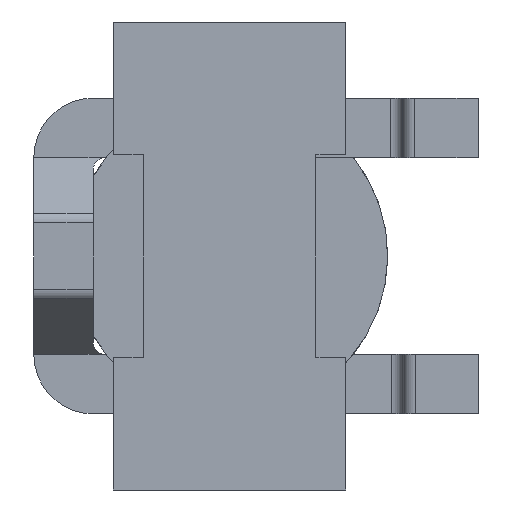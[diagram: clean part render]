
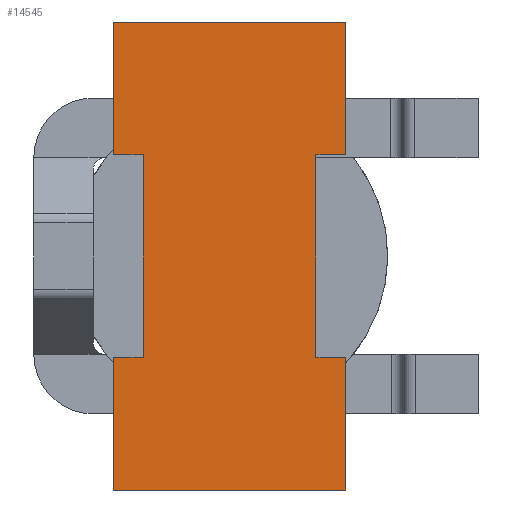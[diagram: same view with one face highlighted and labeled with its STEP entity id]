
A CAD part, front view. The second image highlights one B-rep face of the part: STEP entity #14545.
In plain terms, the highlighted planar face has unit normal (0, 1, 0).
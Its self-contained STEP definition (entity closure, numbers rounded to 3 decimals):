
#405 = CARTESIAN_POINT ( 'NONE',  ( 4.89, 0., 9.845 ) ) ;
#562 = VERTEX_POINT ( 'NONE', #19351 ) ;
#820 = CARTESIAN_POINT ( 'NONE',  ( -4.89, 0., -4.265 ) ) ;
#887 = VERTEX_POINT ( 'NONE', #17647 ) ;
#1284 = CARTESIAN_POINT ( 'NONE',  ( -4.89, 0., 9.845 ) ) ;
#1314 = ORIENTED_EDGE ( 'NONE', *, *, #21494, .T. ) ;
#1373 = DIRECTION ( 'NONE',  ( 1., 0., 0. ) ) ;
#1637 = EDGE_CURVE ( 'NONE', #10159, #9002, #19097, .T. ) ;
#1711 = ORIENTED_EDGE ( 'NONE', *, *, #22098, .T. ) ;
#1826 = CARTESIAN_POINT ( 'NONE',  ( 4.89, 0., 4.265 ) ) ;
#2464 = VECTOR ( 'NONE', #14219, 1000. ) ;
#2474 = EDGE_CURVE ( 'NONE', #20836, #562, #19513, .T. ) ;
#2751 = CARTESIAN_POINT ( 'NONE',  ( -4.89, 0., 9.845 ) ) ;
#2847 = VECTOR ( 'NONE', #3751, 1000. ) ;
#2872 = DIRECTION ( 'NONE',  ( -1., 0., 0. ) ) ;
#3751 = DIRECTION ( 'NONE',  ( -1., 0., 0. ) ) ;
#3755 = EDGE_LOOP ( 'NONE', ( #18162, #1711, #15253, #14115, #22192, #21443, #5437, #20249, #9716, #1314, #22295, #23067 ) ) ;
#4118 = CARTESIAN_POINT ( 'NONE',  ( 4.89, 0., -9.845 ) ) ;
#4512 = VERTEX_POINT ( 'NONE', #20807 ) ;
#4753 = CARTESIAN_POINT ( 'NONE',  ( -3.63, 0., 9.845 ) ) ;
#4851 = CARTESIAN_POINT ( 'NONE',  ( 3.63, 0., 4.265 ) ) ;
#4945 = DIRECTION ( 'NONE',  ( 0., 0., -1. ) ) ;
#5365 = EDGE_CURVE ( 'NONE', #21219, #19729, #7554, .T. ) ;
#5437 = ORIENTED_EDGE ( 'NONE', *, *, #16044, .F. ) ;
#5654 = CARTESIAN_POINT ( 'NONE',  ( 4.89, 0., 9.845 ) ) ;
#5837 = DIRECTION ( 'NONE',  ( 1., 0., 0. ) ) ;
#6138 = AXIS2_PLACEMENT_3D ( 'NONE', #16232, #12503, #14563 ) ;
#6456 = DIRECTION ( 'NONE',  ( 0., 0., -1. ) ) ;
#7300 = PLANE ( 'NONE',  #6138 ) ;
#7338 = LINE ( 'NONE', #5654, #8680 ) ;
#7550 = VERTEX_POINT ( 'NONE', #8767 ) ;
#7554 = LINE ( 'NONE', #15170, #9062 ) ;
#7971 = LINE ( 'NONE', #4118, #21583 ) ;
#8014 = EDGE_CURVE ( 'NONE', #887, #7550, #17910, .T. ) ;
#8323 = VERTEX_POINT ( 'NONE', #21379 ) ;
#8411 = EDGE_CURVE ( 'NONE', #12064, #14583, #22211, .T. ) ;
#8419 = CARTESIAN_POINT ( 'NONE',  ( -4.89, 0., -9.845 ) ) ;
#8577 = CARTESIAN_POINT ( 'NONE',  ( 3.63, 0., 9.845 ) ) ;
#8680 = VECTOR ( 'NONE', #9158, 1000. ) ;
#8767 = CARTESIAN_POINT ( 'NONE',  ( -3.63, 0., 4.265 ) ) ;
#8862 = DIRECTION ( 'NONE',  ( 0., 0., 1. ) ) ;
#9002 = VERTEX_POINT ( 'NONE', #23659 ) ;
#9062 = VECTOR ( 'NONE', #6456, 1000. ) ;
#9113 = CARTESIAN_POINT ( 'NONE',  ( 4.89, 0., 4.265 ) ) ;
#9158 = DIRECTION ( 'NONE',  ( 0., 0., -1. ) ) ;
#9263 = EDGE_CURVE ( 'NONE', #9002, #14583, #7338, .T. ) ;
#9716 = ORIENTED_EDGE ( 'NONE', *, *, #8014, .F. ) ;
#10122 = LINE ( 'NONE', #820, #18505 ) ;
#10159 = VERTEX_POINT ( 'NONE', #22854 ) ;
#10341 = FACE_OUTER_BOUND ( 'NONE', #3755, .T. ) ;
#10562 = LINE ( 'NONE', #4753, #14664 ) ;
#11930 = LINE ( 'NONE', #2751, #17112 ) ;
#12064 = VERTEX_POINT ( 'NONE', #4851 ) ;
#12503 = DIRECTION ( 'NONE',  ( 0., 1., 0. ) ) ;
#12927 = LINE ( 'NONE', #20265, #2847 ) ;
#14115 = ORIENTED_EDGE ( 'NONE', *, *, #5365, .T. ) ;
#14219 = DIRECTION ( 'NONE',  ( 0., 0., 1. ) ) ;
#14545 = ADVANCED_FACE ( 'NONE', ( #10341 ), #7300, .T. ) ;
#14563 = DIRECTION ( 'NONE',  ( 0., 0., 1. ) ) ;
#14583 = VERTEX_POINT ( 'NONE', #9113 ) ;
#14664 = VECTOR ( 'NONE', #8862, 1000. ) ;
#15160 = EDGE_CURVE ( 'NONE', #4512, #7550, #10562, .T. ) ;
#15170 = CARTESIAN_POINT ( 'NONE',  ( 4.89, 0., 9.845 ) ) ;
#15237 = CARTESIAN_POINT ( 'NONE',  ( 4.89, 0., -4.265 ) ) ;
#15253 = ORIENTED_EDGE ( 'NONE', *, *, #22258, .F. ) ;
#15709 = EDGE_CURVE ( 'NONE', #19729, #20836, #7971, .T. ) ;
#16044 = EDGE_CURVE ( 'NONE', #4512, #562, #10122, .T. ) ;
#16066 = LINE ( 'NONE', #8577, #20949 ) ;
#16185 = DIRECTION ( 'NONE',  ( 1., 0., 0. ) ) ;
#16232 = CARTESIAN_POINT ( 'NONE',  ( 4.89, 0., 9.845 ) ) ;
#17112 = VECTOR ( 'NONE', #18922, 1000. ) ;
#17558 = CARTESIAN_POINT ( 'NONE',  ( -4.89, 0., 4.265 ) ) ;
#17647 = CARTESIAN_POINT ( 'NONE',  ( -4.89, 0., 4.265 ) ) ;
#17910 = LINE ( 'NONE', #17558, #23319 ) ;
#18162 = ORIENTED_EDGE ( 'NONE', *, *, #8411, .F. ) ;
#18505 = VECTOR ( 'NONE', #2872, 1000. ) ;
#18583 = CARTESIAN_POINT ( 'NONE',  ( 4.89, 0., -9.845 ) ) ;
#18922 = DIRECTION ( 'NONE',  ( 0., 0., 1. ) ) ;
#19097 = LINE ( 'NONE', #405, #22100 ) ;
#19351 = CARTESIAN_POINT ( 'NONE',  ( -4.89, 0., -4.265 ) ) ;
#19513 = LINE ( 'NONE', #1284, #2464 ) ;
#19729 = VERTEX_POINT ( 'NONE', #18583 ) ;
#19832 = VECTOR ( 'NONE', #16185, 1000. ) ;
#20249 = ORIENTED_EDGE ( 'NONE', *, *, #15160, .T. ) ;
#20265 = CARTESIAN_POINT ( 'NONE',  ( 4.89, 0., -4.265 ) ) ;
#20807 = CARTESIAN_POINT ( 'NONE',  ( -3.63, 0., -4.265 ) ) ;
#20836 = VERTEX_POINT ( 'NONE', #8419 ) ;
#20949 = VECTOR ( 'NONE', #4945, 1000. ) ;
#21219 = VERTEX_POINT ( 'NONE', #15237 ) ;
#21379 = CARTESIAN_POINT ( 'NONE',  ( 3.63, 0., -4.265 ) ) ;
#21443 = ORIENTED_EDGE ( 'NONE', *, *, #2474, .T. ) ;
#21494 = EDGE_CURVE ( 'NONE', #887, #10159, #11930, .T. ) ;
#21583 = VECTOR ( 'NONE', #22567, 1000. ) ;
#22098 = EDGE_CURVE ( 'NONE', #12064, #8323, #16066, .T. ) ;
#22100 = VECTOR ( 'NONE', #5837, 1000. ) ;
#22192 = ORIENTED_EDGE ( 'NONE', *, *, #15709, .T. ) ;
#22211 = LINE ( 'NONE', #1826, #19832 ) ;
#22258 = EDGE_CURVE ( 'NONE', #21219, #8323, #12927, .T. ) ;
#22295 = ORIENTED_EDGE ( 'NONE', *, *, #1637, .T. ) ;
#22567 = DIRECTION ( 'NONE',  ( -1., 0., 0. ) ) ;
#22854 = CARTESIAN_POINT ( 'NONE',  ( -4.89, 0., 9.845 ) ) ;
#23067 = ORIENTED_EDGE ( 'NONE', *, *, #9263, .T. ) ;
#23319 = VECTOR ( 'NONE', #1373, 1000. ) ;
#23659 = CARTESIAN_POINT ( 'NONE',  ( 4.89, 0., 9.845 ) ) ;
